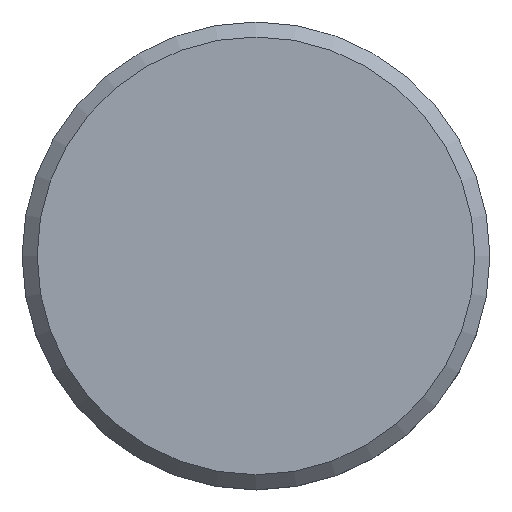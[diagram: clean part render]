
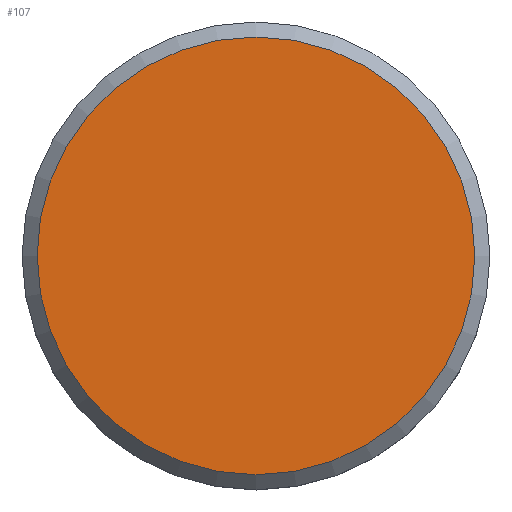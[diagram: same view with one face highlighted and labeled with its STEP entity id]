
A CAD part, top view. The second image highlights one B-rep face of the part: STEP entity #107.
In plain terms, the highlighted planar face has unit normal (0, 0, 1).
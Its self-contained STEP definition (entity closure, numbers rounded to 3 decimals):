
#19=PLANE('',#136);
#27=FACE_OUTER_BOUND('',#36,.T.);
#36=EDGE_LOOP('',(#96));
#54=CIRCLE('',#135,7.275);
#61=VERTEX_POINT('',#198);
#72=EDGE_CURVE('',#61,#61,#54,.T.);
#96=ORIENTED_EDGE('',*,*,#72,.F.);
#107=ADVANCED_FACE('',(#27),#19,.T.);
#135=AXIS2_PLACEMENT_3D('',#199,#168,#169);
#136=AXIS2_PLACEMENT_3D('',#201,#171,#172);
#168=DIRECTION('center_axis',(0.,0.,-1.));
#169=DIRECTION('ref_axis',(1.,0.,0.));
#171=DIRECTION('center_axis',(0.,0.,1.));
#172=DIRECTION('ref_axis',(1.,0.,0.));
#198=CARTESIAN_POINT('',(-7.275,0.,1.));
#199=CARTESIAN_POINT('Origin',(0.,0.,1.));
#201=CARTESIAN_POINT('Origin',(0.,0.,1.));
